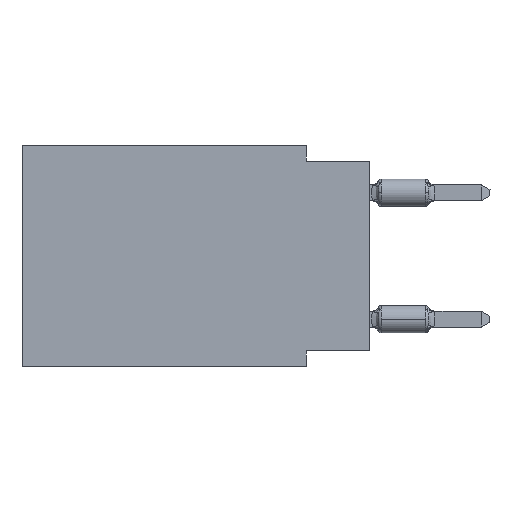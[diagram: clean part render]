
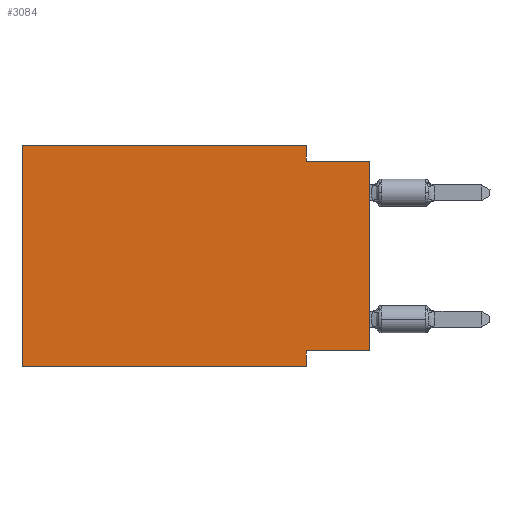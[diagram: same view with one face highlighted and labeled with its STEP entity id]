
A CAD part, left-side view. The second image highlights one B-rep face of the part: STEP entity #3084.
In plain terms, the highlighted planar face has unit normal (-1, 0, 0).
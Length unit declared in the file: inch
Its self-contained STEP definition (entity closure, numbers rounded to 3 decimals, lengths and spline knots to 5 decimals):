
#6 = LINE ( 'NONE', #7080, #8372 ) ;
#30 = EDGE_CURVE ( 'NONE', #10161, #464, #4342, .T. ) ;
#56 = ORIENTED_EDGE ( 'NONE', *, *, #3350, .F. ) ;
#261 = LINE ( 'NONE', #1334, #5387 ) ;
#419 = VERTEX_POINT ( 'NONE', #3241 ) ;
#464 = VERTEX_POINT ( 'NONE', #10523 ) ;
#725 = CARTESIAN_POINT ( 'NONE',  ( 0., 0., -0.325 ) ) ;
#771 = VERTEX_POINT ( 'NONE', #908 ) ;
#908 = CARTESIAN_POINT ( 'NONE',  ( 0., 0.1, -0.35 ) ) ;
#985 = VECTOR ( 'NONE', #12634, 39.37008 ) ;
#1334 = CARTESIAN_POINT ( 'NONE',  ( 0., 0., -0.325 ) ) ;
#1884 = ORIENTED_EDGE ( 'NONE', *, *, #10755, .F. ) ;
#2200 = LINE ( 'NONE', #14000, #15189 ) ;
#2218 = EDGE_CURVE ( 'NONE', #13731, #10628, #8723, .T. ) ;
#2314 = ORIENTED_EDGE ( 'NONE', *, *, #2218, .F. ) ;
#2593 = DIRECTION ( 'NONE',  ( 0., 0., -1. ) ) ;
#2737 = CARTESIAN_POINT ( 'NONE',  ( 0., 0.55, -0.35 ) ) ;
#2820 = DIRECTION ( 'NONE',  ( 0., 0., 1. ) ) ;
#3084 = ADVANCED_FACE ( 'NONE', ( #11448 ), #11593, .F. ) ;
#3129 = VECTOR ( 'NONE', #3660, 39.37008 ) ;
#3230 = CARTESIAN_POINT ( 'NONE',  ( 0., 0.55, 0. ) ) ;
#3241 = CARTESIAN_POINT ( 'NONE',  ( 0., 0., -0.025 ) ) ;
#3272 = ORIENTED_EDGE ( 'NONE', *, *, #8583, .F. ) ;
#3350 = EDGE_CURVE ( 'NONE', #12150, #771, #10589, .T. ) ;
#3660 = DIRECTION ( 'NONE',  ( 0., -1., 0. ) ) ;
#3733 = DIRECTION ( 'NONE',  ( 0., 1., 0. ) ) ;
#4156 = ORIENTED_EDGE ( 'NONE', *, *, #11040, .F. ) ;
#4342 = LINE ( 'NONE', #9099, #985 ) ;
#4560 = LINE ( 'NONE', #14118, #4569 ) ;
#4569 = VECTOR ( 'NONE', #6757, 39.37008 ) ;
#5387 = VECTOR ( 'NONE', #3733, 39.37008 ) ;
#5434 = CARTESIAN_POINT ( 'NONE',  ( 0., 0.55, -0.35 ) ) ;
#5627 = EDGE_CURVE ( 'NONE', #13731, #771, #14465, .T. ) ;
#5829 = VECTOR ( 'NONE', #2593, 39.37008 ) ;
#6027 = EDGE_LOOP ( 'NONE', ( #8286, #3272, #9985, #4156, #2314, #15110, #56, #1884 ) ) ;
#6082 = VERTEX_POINT ( 'NONE', #725 ) ;
#6282 = EDGE_CURVE ( 'NONE', #6082, #419, #4560, .T. ) ;
#6728 = DIRECTION ( 'NONE',  ( 0., 0., -1. ) ) ;
#6757 = DIRECTION ( 'NONE',  ( 0., 0., 1. ) ) ;
#7080 = CARTESIAN_POINT ( 'NONE',  ( 0., 0.55, 0. ) ) ;
#7337 = CARTESIAN_POINT ( 'NONE',  ( 0., 0.55, 0. ) ) ;
#8019 = DIRECTION ( 'NONE',  ( 0., -1., 0. ) ) ;
#8286 = ORIENTED_EDGE ( 'NONE', *, *, #6282, .T. ) ;
#8372 = VECTOR ( 'NONE', #8019, 39.37008 ) ;
#8583 = EDGE_CURVE ( 'NONE', #464, #419, #2200, .T. ) ;
#8723 = LINE ( 'NONE', #7337, #8773 ) ;
#8773 = VECTOR ( 'NONE', #2820, 39.37008 ) ;
#9099 = CARTESIAN_POINT ( 'NONE',  ( 0., 0.1, 0. ) ) ;
#9985 = ORIENTED_EDGE ( 'NONE', *, *, #30, .F. ) ;
#10161 = VERTEX_POINT ( 'NONE', #13648 ) ;
#10523 = CARTESIAN_POINT ( 'NONE',  ( 0., 0.1, -0.025 ) ) ;
#10589 = LINE ( 'NONE', #13225, #5829 ) ;
#10628 = VERTEX_POINT ( 'NONE', #14078 ) ;
#10755 = EDGE_CURVE ( 'NONE', #6082, #12150, #261, .T. ) ;
#11040 = EDGE_CURVE ( 'NONE', #10628, #10161, #6, .T. ) ;
#11448 = FACE_OUTER_BOUND ( 'NONE', #6027, .T. ) ;
#11593 = PLANE ( 'NONE',  #12766 ) ;
#12150 = VERTEX_POINT ( 'NONE', #14922 ) ;
#12634 = DIRECTION ( 'NONE',  ( 0., 0., -1. ) ) ;
#12766 = AXIS2_PLACEMENT_3D ( 'NONE', #3230, #15169, #6728 ) ;
#13225 = CARTESIAN_POINT ( 'NONE',  ( 0., 0.1, -0.35 ) ) ;
#13648 = CARTESIAN_POINT ( 'NONE',  ( 0., 0.1, 0. ) ) ;
#13731 = VERTEX_POINT ( 'NONE', #5434 ) ;
#14000 = CARTESIAN_POINT ( 'NONE',  ( 0., 0., -0.025 ) ) ;
#14078 = CARTESIAN_POINT ( 'NONE',  ( 0., 0.55, 0. ) ) ;
#14118 = CARTESIAN_POINT ( 'NONE',  ( 0., 0., 0. ) ) ;
#14465 = LINE ( 'NONE', #2737, #3129 ) ;
#14922 = CARTESIAN_POINT ( 'NONE',  ( 0., 0.1, -0.325 ) ) ;
#15081 = DIRECTION ( 'NONE',  ( 0., -1., 0. ) ) ;
#15110 = ORIENTED_EDGE ( 'NONE', *, *, #5627, .T. ) ;
#15169 = DIRECTION ( 'NONE',  ( 1., 0., 0. ) ) ;
#15189 = VECTOR ( 'NONE', #15081, 39.37008 ) ;
